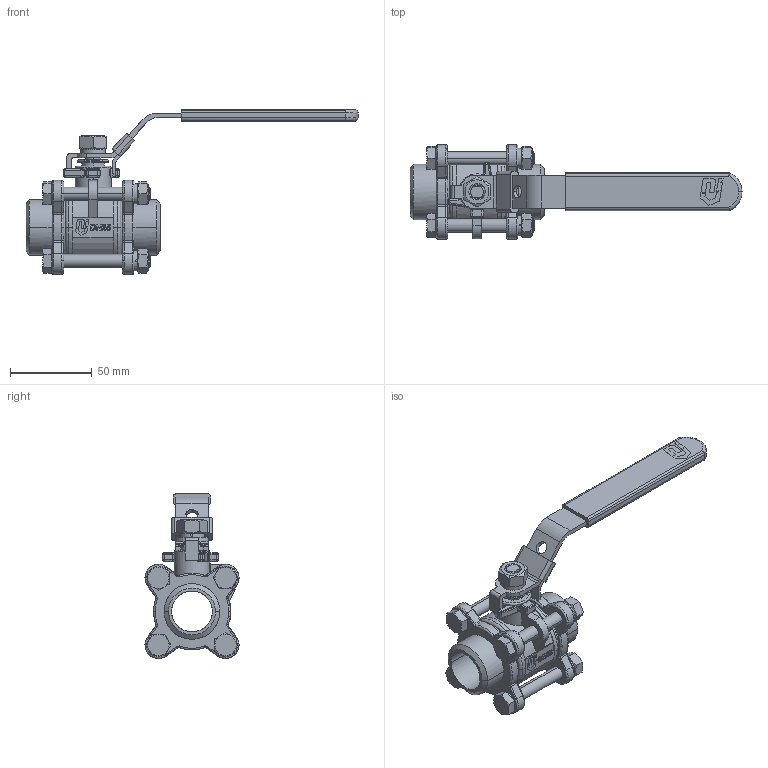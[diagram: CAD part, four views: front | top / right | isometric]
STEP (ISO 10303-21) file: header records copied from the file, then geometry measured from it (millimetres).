
FILE_DESCRIPTION(('HOOPS Exchange Step'),'2;1');
FILE_NAME('GK1701_DN25.stp','2025-12-19T15:47:49+01:00',('nieru'),('Unknown organisation'),'HOOPS Exchange 2024.2','HOOPS Exchange','Unknown authorisation');
FILE_SCHEMA( ('AP203_CONFIGURATION_CONTROLLED_3D_DESIGN_OF_MECHANICAL_PARTS_AND_ASSEMBLIES_MIM_LF') );
Length unit declared in the file: millimetre
Products named in the file (2): 0; root
Assembly tree (1 placements, depth 2):
  root
    0
Bounding box: 203 x 57.51 x 100.84 mm (x, y, z)
Volume: 133705.5 mm3; surface area: 67522.5 mm2
Topology: 22 solids, 22 shells, 1150 faces, 2893 edges, 1817 vertices
Faces by surface type: plane 372, cylinder 329, bspline 208, torus 125, cone 86, sphere 30
Entity records: 84047 total; most frequent: CARTESIAN_POINT 59427, ORIENTED_EDGE 5786, DIRECTION 3768, EDGE_CURVE 2893, VERTEX_POINT 1817, AXIS2_PLACEMENT_3D 1259, VECTOR 1250, LINE 1250
